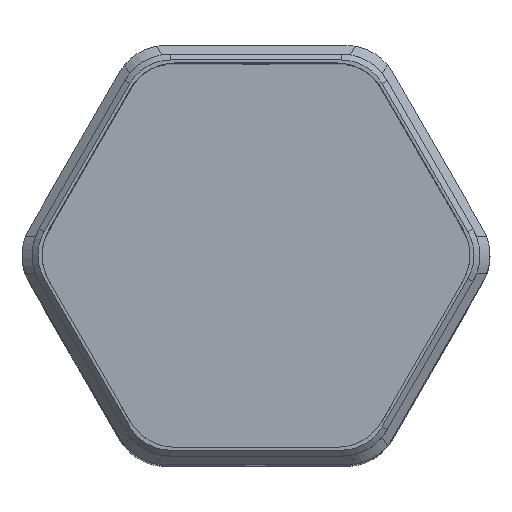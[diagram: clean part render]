
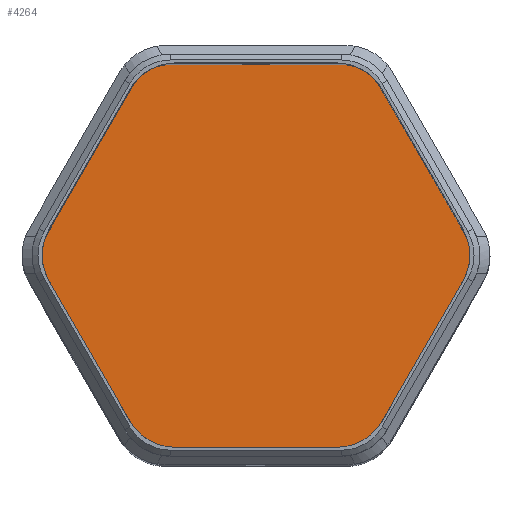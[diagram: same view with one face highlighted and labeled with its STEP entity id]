
A CAD part, top view. The second image highlights one B-rep face of the part: STEP entity #4264.
In plain terms, the highlighted planar face has unit normal (0, 0, 1).
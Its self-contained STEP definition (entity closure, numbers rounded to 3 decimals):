
#202=CIRCLE('',#4552,6.25);
#204=CIRCLE('',#4556,6.25);
#206=CIRCLE('',#4560,6.25);
#208=CIRCLE('',#4564,6.25);
#210=CIRCLE('',#4568,6.25);
#212=CIRCLE('',#4572,6.25);
#288=FACE_OUTER_BOUND('',#520,.T.);
#520=EDGE_LOOP('',(#3101,#3102,#3103,#3104,#3105,#3106,#3107,#3108,#3109,
#3110,#3111,#3112));
#803=LINE('',#6461,#1289);
#807=LINE('',#6473,#1293);
#811=LINE('',#6485,#1297);
#815=LINE('',#6497,#1301);
#819=LINE('',#6509,#1305);
#822=LINE('',#6518,#1308);
#1289=VECTOR('',#5160,10.);
#1293=VECTOR('',#5172,10.);
#1297=VECTOR('',#5184,10.);
#1301=VECTOR('',#5196,10.);
#1305=VECTOR('',#5208,10.);
#1308=VECTOR('',#5219,10.);
#1792=VERTEX_POINT('',#6450);
#1793=VERTEX_POINT('',#6452);
#1796=VERTEX_POINT('',#6459);
#1798=VERTEX_POINT('',#6465);
#1800=VERTEX_POINT('',#6471);
#1802=VERTEX_POINT('',#6477);
#1804=VERTEX_POINT('',#6483);
#1806=VERTEX_POINT('',#6489);
#1808=VERTEX_POINT('',#6495);
#1810=VERTEX_POINT('',#6501);
#1812=VERTEX_POINT('',#6507);
#1814=VERTEX_POINT('',#6513);
#2253=EDGE_CURVE('',#1792,#1793,#202,.T.);
#2257=EDGE_CURVE('',#1796,#1792,#803,.T.);
#2260=EDGE_CURVE('',#1798,#1796,#204,.T.);
#2263=EDGE_CURVE('',#1800,#1798,#807,.T.);
#2266=EDGE_CURVE('',#1802,#1800,#206,.T.);
#2269=EDGE_CURVE('',#1804,#1802,#811,.T.);
#2272=EDGE_CURVE('',#1806,#1804,#208,.T.);
#2275=EDGE_CURVE('',#1808,#1806,#815,.T.);
#2278=EDGE_CURVE('',#1810,#1808,#210,.T.);
#2281=EDGE_CURVE('',#1812,#1810,#819,.T.);
#2284=EDGE_CURVE('',#1814,#1812,#212,.T.);
#2286=EDGE_CURVE('',#1793,#1814,#822,.T.);
#3101=ORIENTED_EDGE('',*,*,#2253,.F.);
#3102=ORIENTED_EDGE('',*,*,#2257,.F.);
#3103=ORIENTED_EDGE('',*,*,#2260,.F.);
#3104=ORIENTED_EDGE('',*,*,#2263,.F.);
#3105=ORIENTED_EDGE('',*,*,#2266,.F.);
#3106=ORIENTED_EDGE('',*,*,#2269,.F.);
#3107=ORIENTED_EDGE('',*,*,#2272,.F.);
#3108=ORIENTED_EDGE('',*,*,#2275,.F.);
#3109=ORIENTED_EDGE('',*,*,#2278,.F.);
#3110=ORIENTED_EDGE('',*,*,#2281,.F.);
#3111=ORIENTED_EDGE('',*,*,#2284,.F.);
#3112=ORIENTED_EDGE('',*,*,#2286,.F.);
#4060=PLANE('',#4602);
#4264=ADVANCED_FACE('',(#288),#4060,.T.);
#4552=AXIS2_PLACEMENT_3D('',#6453,#5152,#5153);
#4556=AXIS2_PLACEMENT_3D('',#6467,#5165,#5166);
#4560=AXIS2_PLACEMENT_3D('',#6479,#5177,#5178);
#4564=AXIS2_PLACEMENT_3D('',#6491,#5189,#5190);
#4568=AXIS2_PLACEMENT_3D('',#6503,#5201,#5202);
#4572=AXIS2_PLACEMENT_3D('',#6515,#5213,#5214);
#4602=AXIS2_PLACEMENT_3D('',#6639,#5316,#5317);
#5152=DIRECTION('center_axis',(0.,0.,-1.));
#5153=DIRECTION('ref_axis',(0.5,-0.866,0.));
#5160=DIRECTION('',(-0.5,-0.866,0.));
#5165=DIRECTION('center_axis',(0.,0.,-1.));
#5166=DIRECTION('ref_axis',(1.,0.,0.));
#5172=DIRECTION('',(0.5,-0.866,0.));
#5177=DIRECTION('center_axis',(0.,0.,-1.));
#5178=DIRECTION('ref_axis',(0.5,0.866,0.));
#5184=DIRECTION('',(1.,0.,0.));
#5189=DIRECTION('center_axis',(0.,0.,-1.));
#5190=DIRECTION('ref_axis',(-0.5,0.866,0.));
#5196=DIRECTION('',(0.5,0.866,0.));
#5201=DIRECTION('center_axis',(0.,0.,-1.));
#5202=DIRECTION('ref_axis',(-1.,0.,0.));
#5208=DIRECTION('',(-0.5,0.866,0.));
#5213=DIRECTION('center_axis',(0.,0.,-1.));
#5214=DIRECTION('ref_axis',(-0.5,-0.866,0.));
#5219=DIRECTION('',(-1.,0.,0.));
#5316=DIRECTION('center_axis',(0.,0.,1.));
#5317=DIRECTION('ref_axis',(1.,0.,0.));
#6450=CARTESIAN_POINT('',(17.681,-24.375,0.));
#6452=CARTESIAN_POINT('',(12.269,-27.5,0.));
#6453=CARTESIAN_POINT('Origin',(12.269,-21.25,0.));
#6459=CARTESIAN_POINT('',(29.95,-3.125,0.));
#6461=CARTESIAN_POINT('',(19.486,-21.25,0.));
#6465=CARTESIAN_POINT('',(29.95,3.125,0.));
#6467=CARTESIAN_POINT('Origin',(24.537,0.,
0.));
#6471=CARTESIAN_POINT('',(17.681,24.375,0.));
#6473=CARTESIAN_POINT('',(28.146,6.25,0.));
#6477=CARTESIAN_POINT('',(12.269,27.5,0.));
#6479=CARTESIAN_POINT('Origin',(12.269,21.25,0.));
#6483=CARTESIAN_POINT('',(-12.269,27.5,0.));
#6485=CARTESIAN_POINT('',(8.66,27.5,0.));
#6489=CARTESIAN_POINT('',(-17.681,24.375,0.));
#6491=CARTESIAN_POINT('Origin',(-12.269,21.25,0.));
#6495=CARTESIAN_POINT('',(-29.95,3.125,0.));
#6497=CARTESIAN_POINT('',(-19.486,21.25,0.));
#6501=CARTESIAN_POINT('',(-29.95,-3.125,0.));
#6503=CARTESIAN_POINT('Origin',(-24.537,0.,
0.));
#6507=CARTESIAN_POINT('',(-17.681,-24.375,0.));
#6509=CARTESIAN_POINT('',(-28.146,-6.25,0.));
#6513=CARTESIAN_POINT('',(-12.269,-27.5,0.));
#6515=CARTESIAN_POINT('Origin',(-12.269,-21.25,0.));
#6518=CARTESIAN_POINT('',(-8.66,-27.5,0.));
#6639=CARTESIAN_POINT('Origin',(0.,0.,0.));
